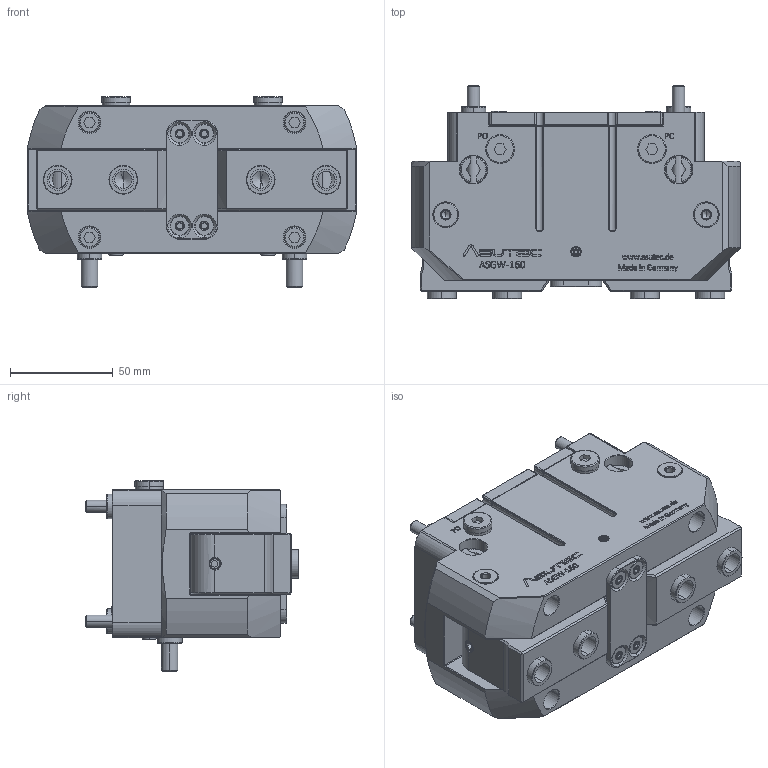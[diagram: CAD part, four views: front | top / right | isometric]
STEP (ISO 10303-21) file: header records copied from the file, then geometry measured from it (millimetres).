
FILE_DESCRIPTION (( 'STEP AP214' ), '1' );
FILE_NAME ('ASUTEC_ASGW-160.STEP', '2021-08-09T07:24:45', ( '' ), ( '' ), 'SwSTEP 2.0', 'SolidWorks 2020', '' );
FILE_SCHEMA (( 'AUTOMOTIVE_DESIGN' ));
Length unit declared in the file: millimetre
Products named in the file (1): ASUTEC_ASGW-160
Bounding box: 160 x 104.25 x 93.1 mm (x, y, z)
Volume: 756752.7 mm3; surface area: 153792.6 mm2
Topology: 4 solids, 27 shells, 2583 faces, 6398 edges, 4007 vertices
Faces by surface type: plane 781, cylinder 703, cone 552, bspline 443, torus 104
Entity records: 129494 total; most frequent: CARTESIAN_POINT 43661, ORIENTED_EDGE 12708, DIRECTION 10401, EDGE_CURVE 6354, VERTEX_POINT 4007, AXIS2_PLACEMENT_3D 3688, VECTOR 3025, LINE 3025
